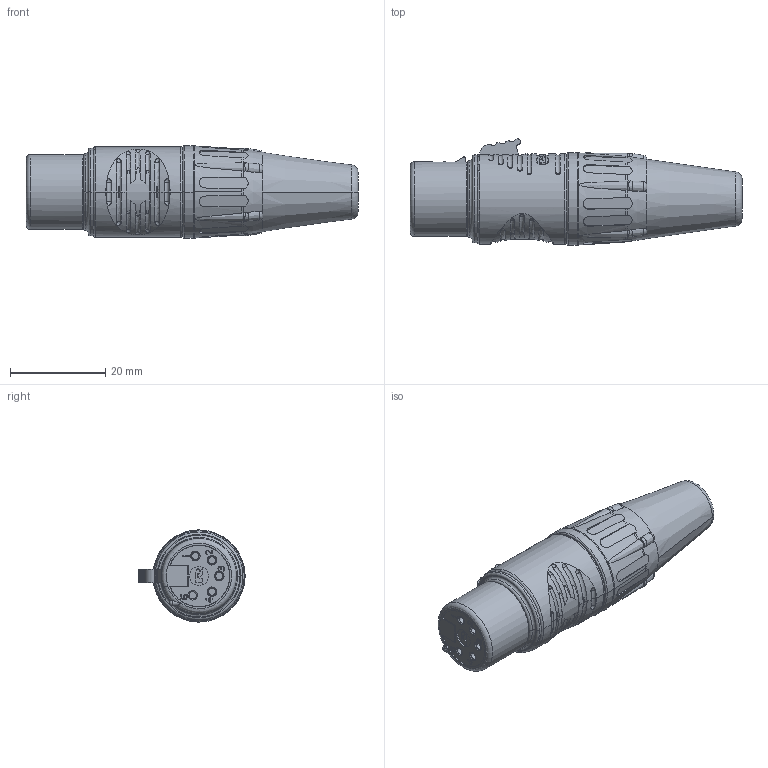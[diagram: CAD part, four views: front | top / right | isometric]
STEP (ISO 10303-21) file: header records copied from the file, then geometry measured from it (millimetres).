
FILE_DESCRIPTION((''),'2;1');
FILE_NAME('RC5F','2021-04-08T',('xhp'),(''),'PRO/ENGINEER BY PARAMETRIC TECHNOLOGY CORPORATION, 2013040','PRO/ENGINEER BY PARAMETRIC TECHNOLOGY CORPORATION, 2013040','');
FILE_SCHEMA(('CONFIG_CONTROL_DESIGN'));
Length unit declared in the file: millimetre
Products named in the file (1): RC5F
Bounding box: 69.8 x 22.33 x 19.4 mm (x, y, z)
Volume: 15495.4 mm3; surface area: 5003.3 mm2
Topology: 1 solids, 3 shells, 551 faces, 1498 edges, 977 vertices
Faces by surface type: plane 300, cylinder 88, torus 83, bspline 59, cone 15, extrusion 4, sphere 2
Entity records: 22767 total; most frequent: CARTESIAN_POINT 9385, ORIENTED_EDGE 2996, DIRECTION 2509, EDGE_CURVE 1498, VERTEX_POINT 977, AXIS2_PLACEMENT_3D 883, VECTOR 743, LINE 739
